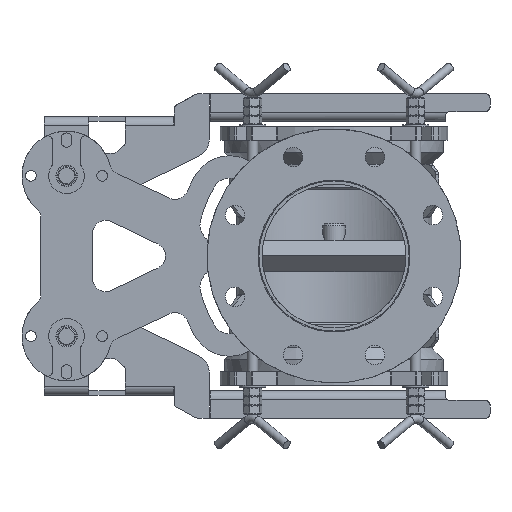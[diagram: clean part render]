
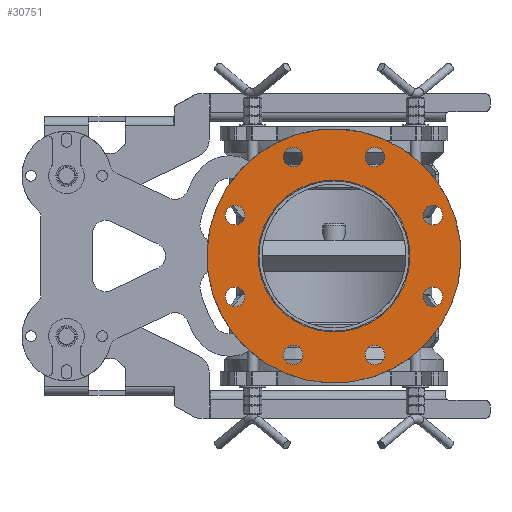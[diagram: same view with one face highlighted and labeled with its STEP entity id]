
A CAD part, front view. The second image highlights one B-rep face of the part: STEP entity #30751.
In plain terms, the highlighted planar face has unit normal (0, -1, 0).
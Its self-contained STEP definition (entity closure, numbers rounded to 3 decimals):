
#824=FACE_BOUND('',#4767,.T.);
#825=FACE_BOUND('',#4768,.T.);
#826=FACE_BOUND('',#4769,.T.);
#827=FACE_BOUND('',#4770,.T.);
#828=FACE_BOUND('',#4771,.T.);
#829=FACE_BOUND('',#4772,.T.);
#830=FACE_BOUND('',#4773,.T.);
#831=FACE_BOUND('',#4774,.T.);
#832=FACE_BOUND('',#4775,.T.);
#1521=PLANE('',#33812);
#2945=FACE_OUTER_BOUND('',#4766,.T.);
#4766=EDGE_LOOP('',(#25432));
#4767=EDGE_LOOP('',(#25433));
#4768=EDGE_LOOP('',(#25434));
#4769=EDGE_LOOP('',(#25435));
#4770=EDGE_LOOP('',(#25436));
#4771=EDGE_LOOP('',(#25437));
#4772=EDGE_LOOP('',(#25438));
#4773=EDGE_LOOP('',(#25439));
#4774=EDGE_LOOP('',(#25440));
#4775=EDGE_LOOP('',(#25441));
#6576=CIRCLE('',#33793,142.5);
#6577=CIRCLE('',#33795,11.);
#6578=CIRCLE('',#33797,11.);
#6579=CIRCLE('',#33799,11.);
#6580=CIRCLE('',#33801,11.);
#6581=CIRCLE('',#33803,11.);
#6582=CIRCLE('',#33805,11.);
#6583=CIRCLE('',#33807,11.);
#6584=CIRCLE('',#33809,11.);
#6585=CIRCLE('',#33811,85.25);
#13769=VERTEX_POINT('',#54792);
#13770=VERTEX_POINT('',#54796);
#13771=VERTEX_POINT('',#54800);
#13772=VERTEX_POINT('',#54804);
#13773=VERTEX_POINT('',#54808);
#13774=VERTEX_POINT('',#54812);
#13775=VERTEX_POINT('',#54816);
#13776=VERTEX_POINT('',#54820);
#13777=VERTEX_POINT('',#54824);
#13778=VERTEX_POINT('',#54828);
#17773=EDGE_CURVE('',#13769,#13769,#6576,.T.);
#17775=EDGE_CURVE('',#13770,#13770,#6577,.T.);
#17777=EDGE_CURVE('',#13771,#13771,#6578,.T.);
#17779=EDGE_CURVE('',#13772,#13772,#6579,.T.);
#17781=EDGE_CURVE('',#13773,#13773,#6580,.T.);
#17783=EDGE_CURVE('',#13774,#13774,#6581,.T.);
#17785=EDGE_CURVE('',#13775,#13775,#6582,.T.);
#17787=EDGE_CURVE('',#13776,#13776,#6583,.T.);
#17789=EDGE_CURVE('',#13777,#13777,#6584,.T.);
#17792=EDGE_CURVE('',#13778,#13778,#6585,.T.);
#25432=ORIENTED_EDGE('',*,*,#17773,.F.);
#25433=ORIENTED_EDGE('',*,*,#17775,.T.);
#25434=ORIENTED_EDGE('',*,*,#17777,.T.);
#25435=ORIENTED_EDGE('',*,*,#17779,.T.);
#25436=ORIENTED_EDGE('',*,*,#17781,.T.);
#25437=ORIENTED_EDGE('',*,*,#17783,.T.);
#25438=ORIENTED_EDGE('',*,*,#17785,.T.);
#25439=ORIENTED_EDGE('',*,*,#17787,.T.);
#25440=ORIENTED_EDGE('',*,*,#17789,.T.);
#25441=ORIENTED_EDGE('',*,*,#17792,.T.);
#30751=ADVANCED_FACE('',(#2945,#824,#825,#826,#827,#828,#829,#830,#831,
#832),#1521,.F.);
#33793=AXIS2_PLACEMENT_3D('',#54793,#41304,#41305);
#33795=AXIS2_PLACEMENT_3D('',#54797,#41309,#41310);
#33797=AXIS2_PLACEMENT_3D('',#54801,#41314,#41315);
#33799=AXIS2_PLACEMENT_3D('',#54805,#41319,#41320);
#33801=AXIS2_PLACEMENT_3D('',#54809,#41324,#41325);
#33803=AXIS2_PLACEMENT_3D('',#54813,#41329,#41330);
#33805=AXIS2_PLACEMENT_3D('',#54817,#41334,#41335);
#33807=AXIS2_PLACEMENT_3D('',#54821,#41339,#41340);
#33809=AXIS2_PLACEMENT_3D('',#54825,#41344,#41345);
#33811=AXIS2_PLACEMENT_3D('',#54830,#41350,#41351);
#33812=AXIS2_PLACEMENT_3D('',#54831,#41352,#41353);
#41304=DIRECTION('center_axis',(0.,1.,0.));
#41305=DIRECTION('ref_axis',(-0.924,0.,0.383));
#41309=DIRECTION('center_axis',(0.,1.,0.));
#41310=DIRECTION('ref_axis',(-0.383,0.,0.924));
#41314=DIRECTION('center_axis',(0.,1.,0.));
#41315=DIRECTION('ref_axis',(0.383,0.,0.924));
#41319=DIRECTION('center_axis',(0.,1.,0.));
#41320=DIRECTION('ref_axis',(0.924,0.,0.383));
#41324=DIRECTION('center_axis',(0.,1.,0.));
#41325=DIRECTION('ref_axis',(0.924,0.,-0.383));
#41329=DIRECTION('center_axis',(0.,1.,0.));
#41330=DIRECTION('ref_axis',(0.383,0.,-0.924));
#41334=DIRECTION('center_axis',(0.,1.,0.));
#41335=DIRECTION('ref_axis',(-0.383,0.,-0.924));
#41339=DIRECTION('center_axis',(0.,1.,0.));
#41340=DIRECTION('ref_axis',(-0.924,0.,-0.383));
#41344=DIRECTION('center_axis',(0.,1.,0.));
#41345=DIRECTION('ref_axis',(-0.924,0.,0.383));
#41350=DIRECTION('center_axis',(0.,1.,0.));
#41351=DIRECTION('ref_axis',(-0.924,0.,0.383));
#41352=DIRECTION('center_axis',(0.,1.,0.));
#41353=DIRECTION('ref_axis',(-0.924,0.,0.383));
#54792=CARTESIAN_POINT('',(131.653,-180.,-54.532));
#54793=CARTESIAN_POINT('Origin',(0.,-180.,0.));
#54796=CARTESIAN_POINT('',(115.075,-180.,35.759));
#54797=CARTESIAN_POINT('Origin',(110.866,-180.,45.922));
#54800=CARTESIAN_POINT('',(106.656,-180.,-56.085));
#54801=CARTESIAN_POINT('Origin',(110.866,-180.,-45.922));
#54804=CARTESIAN_POINT('',(35.759,-180.,-115.075));
#54805=CARTESIAN_POINT('Origin',(45.922,-180.,-110.866));
#54808=CARTESIAN_POINT('',(-56.085,-180.,-106.656));
#54809=CARTESIAN_POINT('Origin',(-45.922,-180.,-110.866));
#54812=CARTESIAN_POINT('',(-115.075,-180.,-35.759));
#54813=CARTESIAN_POINT('Origin',(-110.866,-180.,-45.922));
#54816=CARTESIAN_POINT('',(-106.656,-180.,56.085));
#54817=CARTESIAN_POINT('Origin',(-110.866,-180.,45.922));
#54820=CARTESIAN_POINT('',(-35.759,-180.,115.075));
#54821=CARTESIAN_POINT('Origin',(-45.922,-180.,110.866));
#54824=CARTESIAN_POINT('',(56.085,-180.,106.656));
#54825=CARTESIAN_POINT('Origin',(45.922,-180.,110.866));
#54828=CARTESIAN_POINT('',(78.761,-180.,-32.624));
#54830=CARTESIAN_POINT('Origin',(0.,-180.,0.));
#54831=CARTESIAN_POINT('Origin',(0.,-180.,0.));
